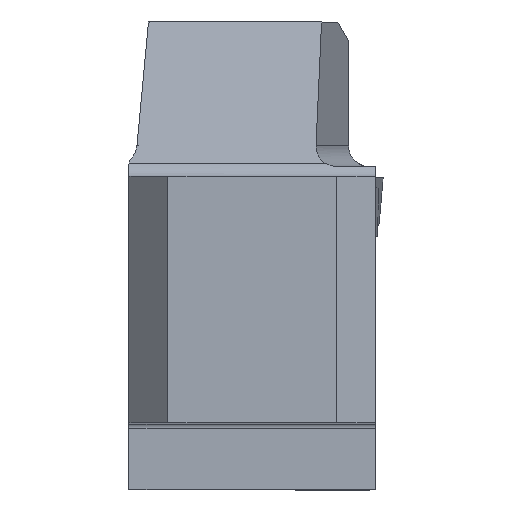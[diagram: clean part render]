
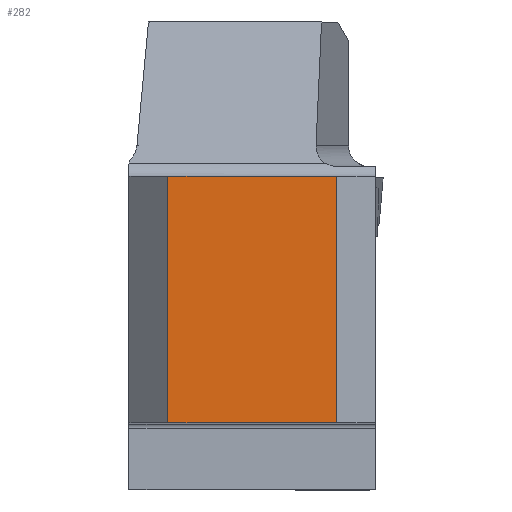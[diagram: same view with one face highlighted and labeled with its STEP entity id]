
A CAD part, top view. The second image highlights one B-rep face of the part: STEP entity #282.
In plain terms, the highlighted planar face has unit normal (0, 0, 1).
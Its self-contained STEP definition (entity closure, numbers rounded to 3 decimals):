
#282=ADVANCED_FACE('CU_BACK_SU1',(#460),#395,.F.);
#395=PLANE('',#2221);
#460=FACE_OUTER_BOUND('',#564,.T.);
#564=EDGE_LOOP('',(#809,#810,#811,#812));
#809=ORIENTED_EDGE('',*,*,#1575,.F.);
#810=ORIENTED_EDGE('',*,*,#1576,.F.);
#811=ORIENTED_EDGE('',*,*,#1577,.T.);
#812=ORIENTED_EDGE('',*,*,#1578,.T.);
#1373=VERTEX_POINT('',#3137);
#1374=VERTEX_POINT('',#3138);
#1375=VERTEX_POINT('',#3140);
#1376=VERTEX_POINT('',#3142);
#1575=EDGE_CURVE('',#1373,#1374,#1849,.T.);
#1576=EDGE_CURVE('',#1375,#1373,#1850,.T.);
#1577=EDGE_CURVE('',#1375,#1376,#1851,.T.);
#1578=EDGE_CURVE('',#1376,#1374,#1852,.T.);
#1849=LINE('',#3136,#2009);
#1850=LINE('',#3139,#2010);
#1851=LINE('',#3141,#2011);
#1852=LINE('',#3143,#2012);
#2009=VECTOR('',#2511,1.);
#2010=VECTOR('',#2512,1.);
#2011=VECTOR('',#2513,1.);
#2012=VECTOR('',#2514,1.);
#2221=AXIS2_PLACEMENT_3D('',#3144,#2515,#2516);
#2511=DIRECTION('',(0.,-1.,0.));
#2512=DIRECTION('',(1.,0.,0.));
#2513=DIRECTION('',(0.,-1.,0.));
#2514=DIRECTION('',(1.,0.,0.));
#2515=DIRECTION('',(0.,0.,-1.));
#2516=DIRECTION('',(1.,0.,0.));
#3136=CARTESIAN_POINT('',(15.975,0.,0.));
#3137=CARTESIAN_POINT('',(15.975,18.975,0.));
#3138=CARTESIAN_POINT('',(15.975,0.,0.));
#3139=CARTESIAN_POINT('',(110.,18.975,0.));
#3140=CARTESIAN_POINT('',(3.,18.975,0.));
#3141=CARTESIAN_POINT('',(3.,0.,0.));
#3142=CARTESIAN_POINT('',(3.,0.,0.));
#3143=CARTESIAN_POINT('',(110.,0.,0.));
#3144=CARTESIAN_POINT('',(-14.139,30.966,0.));
